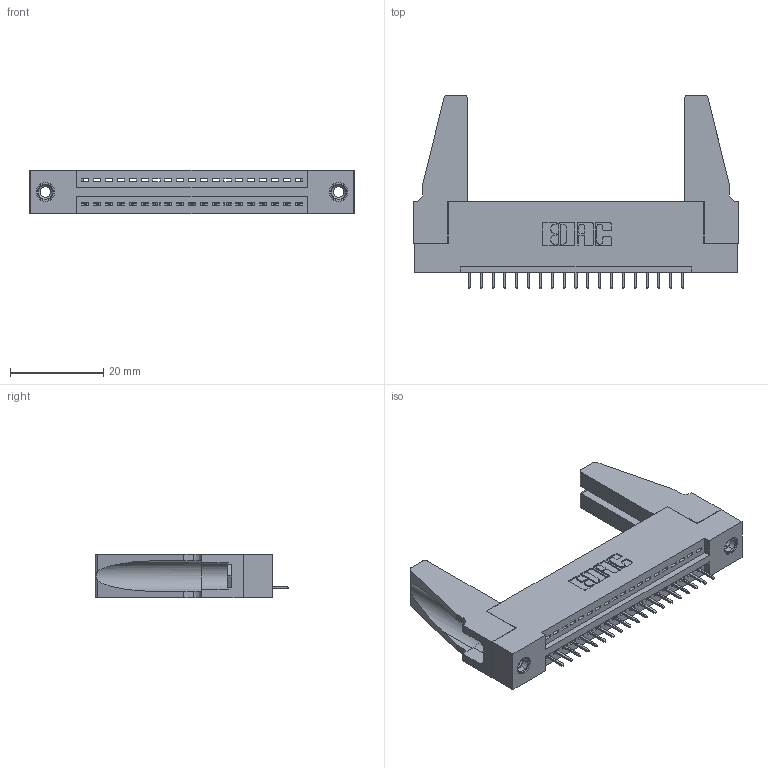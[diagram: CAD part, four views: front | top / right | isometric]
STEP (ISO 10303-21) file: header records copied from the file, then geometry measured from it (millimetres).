
FILE_DESCRIPTION (( 'STEP AP203' ), '1' );
FILE_NAME ('345-019-525-188.STEP', '2020-09-19T05:00:53', ( '' ), ( '' ), 'SwSTEP 2.0', 'SolidWorks 2020', '' );
FILE_SCHEMA (( 'CONFIG_CONTROL_DESIGN' ));
Length unit declared in the file: inch
Products named in the file (5): 345-019-525-188; 345-250-001_345-250-001-102; 345-292-001_345-293-125; 345-220-078_345-220-088; 345 Part_Flush Mounting Lugs - 0.156 Dia-TH
Assembly tree (24 placements, depth 2):
  345-019-525-188
    345 Part_Flush Mounting Lugs - 0.156 Dia-TH
    345-292-001_345-293-125  x19
    345-250-001_345-250-001-102  x2
    345-220-078_345-220-088  x2
Bounding box: 69.49 x 41.58 x 9.4 mm (x, y, z)
Volume: 9587.2 mm3; surface area: 10976.2 mm2
Topology: 24 solids, 24 shells, 1428 faces, 4075 edges, 2630 vertices
Faces by surface type: plane 1026, cylinder 386, cone 12, torus 4
Entity records: 19618 total; most frequent: CARTESIAN_POINT 3387, ORIENTED_EDGE 3300, DIRECTION 3000, EDGE_CURVE 1650, LINE 1404, VECTOR 1404, VERTEX_POINT 1090, AXIS2_PLACEMENT_3D 798
